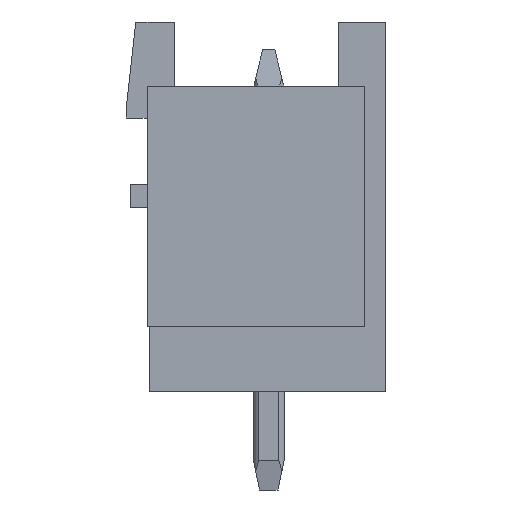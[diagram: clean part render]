
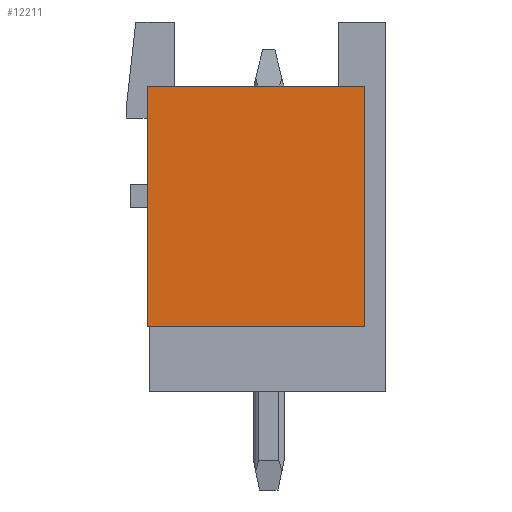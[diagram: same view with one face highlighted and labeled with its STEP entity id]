
A CAD part, left-side view. The second image highlights one B-rep face of the part: STEP entity #12211.
In plain terms, the highlighted planar face has unit normal (-1, 0, 0).
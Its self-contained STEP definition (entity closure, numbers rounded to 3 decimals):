
#12184=AXIS2_PLACEMENT_3D('Plane Axis2P3D',#12181,#12182,#12183) ;
#12159=CARTESIAN_POINT('Vertex',(0.,7.75,13.1)) ;
#12162=CARTESIAN_POINT('Line Origine',(0.,4.225,13.1)) ;
#12166=CARTESIAN_POINT('Vertex',(0.,0.7,13.1)) ;
#12181=CARTESIAN_POINT('Axis2P3D Location',(0.,7.75,5.3)) ;
#12186=CARTESIAN_POINT('Line Origine',(0.,7.75,9.2)) ;
#12190=CARTESIAN_POINT('Vertex',(0.,7.75,5.3)) ;
#12193=CARTESIAN_POINT('Line Origine',(0.,4.225,5.3)) ;
#12197=CARTESIAN_POINT('Vertex',(0.,0.7,5.3)) ;
#12200=CARTESIAN_POINT('Line Origine',(0.,0.7,9.2)) ;
#12163=DIRECTION('Vector Direction',(0.,-1.,0.)) ;
#12182=DIRECTION('Axis2P3D Direction',(1.,0.,0.)) ;
#12183=DIRECTION('Axis2P3D XDirection',(0.,0.,1.)) ;
#12187=DIRECTION('Vector Direction',(0.,0.,1.)) ;
#12194=DIRECTION('Vector Direction',(0.,-1.,0.)) ;
#12201=DIRECTION('Vector Direction',(0.,0.,1.)) ;
#12164=VECTOR('Line Direction',#12163,1.) ;
#12188=VECTOR('Line Direction',#12187,1.) ;
#12195=VECTOR('Line Direction',#12194,1.) ;
#12202=VECTOR('Line Direction',#12201,1.) ;
#12206=ORIENTED_EDGE('',*,*,#12168,.F.) ;
#12207=ORIENTED_EDGE('',*,*,#12192,.T.) ;
#12208=ORIENTED_EDGE('',*,*,#12199,.T.) ;
#12209=ORIENTED_EDGE('',*,*,#12204,.F.) ;
#12211=ADVANCED_FACE('HOUSING',(#12210),#12185,.F.) ;
#12168=EDGE_CURVE('',#12160,#12167,#12165,.T.) ;
#12192=EDGE_CURVE('',#12160,#12191,#12189,.F.) ;
#12199=EDGE_CURVE('',#12191,#12198,#12196,.T.) ;
#12204=EDGE_CURVE('',#12167,#12198,#12203,.F.) ;
#12205=EDGE_LOOP('',(#12206,#12207,#12208,#12209)) ;
#12210=FACE_OUTER_BOUND('',#12205,.T.) ;
#12165=LINE('Line',#12162,#12164) ;
#12189=LINE('Line',#12186,#12188) ;
#12196=LINE('Line',#12193,#12195) ;
#12203=LINE('Line',#12200,#12202) ;
#12185=PLANE('',#12184) ;
#12160=VERTEX_POINT('',#12159) ;
#12167=VERTEX_POINT('',#12166) ;
#12191=VERTEX_POINT('',#12190) ;
#12198=VERTEX_POINT('',#12197) ;
